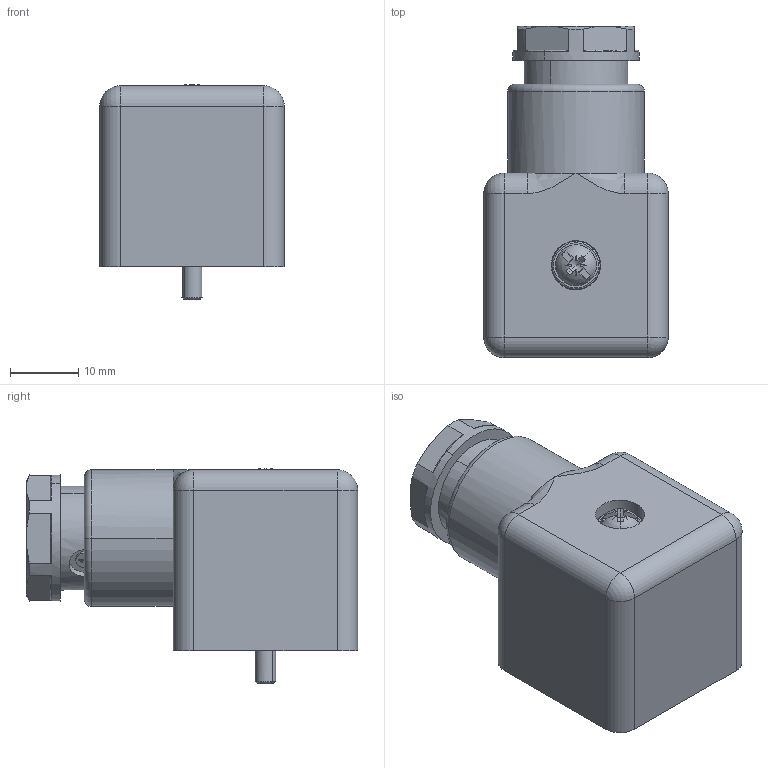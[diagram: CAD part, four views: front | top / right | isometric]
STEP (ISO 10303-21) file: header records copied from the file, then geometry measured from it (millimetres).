
FILE_DESCRIPTION(('CATIA V5 STEP Exchange','CAx-IF Rec.Pracs.--- Model Styling and Organization---1.4--- 2014-01-23'),'2;1');
FILE_NAME ('024695-2_1', '2021-03-15T09:39:07+00:00', ('none'), ('Weidmueller'), 'CATIA Version 5-6 Release 2016 SP3 HF44', 'CATIA V5 STEP AP214', 'none');
FILE_SCHEMA(('AUTOMOTIVE_DESIGN { 1 0 10303 214 1 1 1 1 }'));
Length unit declared in the file: millimetre
Products named in the file (1): 1873080000
Bounding box: 27 x 48.5 x 31.5 mm (x, y, z)
Volume: 23058.4 mm3; surface area: 8963 mm2
Topology: 2 solids, 3 shells, 585 faces, 1702 edges, 1142 vertices
Faces by surface type: plane 284, extrusion 194, cylinder 42, cone 41, torus 14, sphere 8, bspline 2
Entity records: 21948 total; most frequent: CARTESIAN_POINT 7656, ORIENTED_EDGE 3388, DIRECTION 2054, EDGE_CURVE 1694, VERTEX_POINT 1142, VECTOR 1097, LINE 903, B_SPLINE_CURVE_WITH_KNOTS 806
